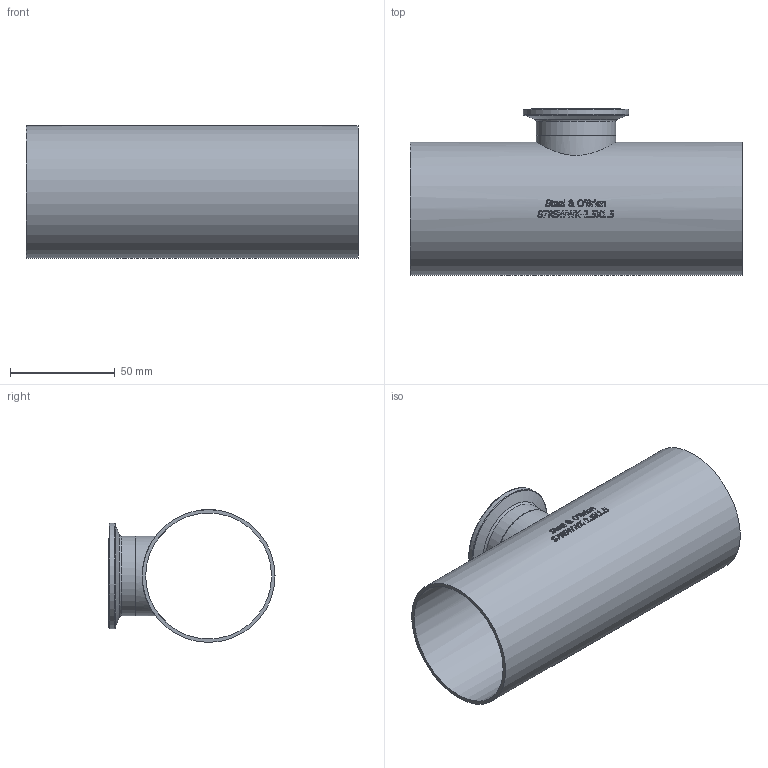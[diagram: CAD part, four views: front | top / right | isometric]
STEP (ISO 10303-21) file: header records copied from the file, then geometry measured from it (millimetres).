
FILE_DESCRIPTION(/* description */ (''),/* implementation_level */ '2;1');
FILE_NAME(/* name */ 'S7RSWWK-2.5X1.5.stp',/* time_stamp */ '2018-11-29T15:20:43-05:00',/* author */ ('ken'),/* organization */ (''),/* preprocessor_version */ 'ST-DEVELOPER v15.2',/* originating_system */ 'Autodesk Inventor 2014',/* authorisation */ '');
FILE_SCHEMA (('AUTOMOTIVE_DESIGN { 1 0 10303 214 3 1 1 }'));
Length unit declared in the file: inch
Products named in the file (1): S7RSWWK-2.5X1.5
Bounding box: 158.75 x 79.38 x 63.5 mm (x, y, z)
Volume: 55613.3 mm3; surface area: 66643 mm2
Topology: 1 solids, 1 shells, 457 faces, 1229 edges, 816 vertices
Faces by surface type: plane 204, bspline 196, cylinder 45, torus 9, cone 3
Full cylindrical faces by diameter (mm): 34.798 x2, 38.1 x2, 50.394 x1, 60.198 x1, 63.5 x1
Entity records: 17961 total; most frequent: CARTESIAN_POINT 7620, ORIENTED_EDGE 2416, DIRECTION 1578, EDGE_CURVE 1208, VERTEX_POINT 814, LINE 574, VECTOR 574, EDGE_LOOP 522
